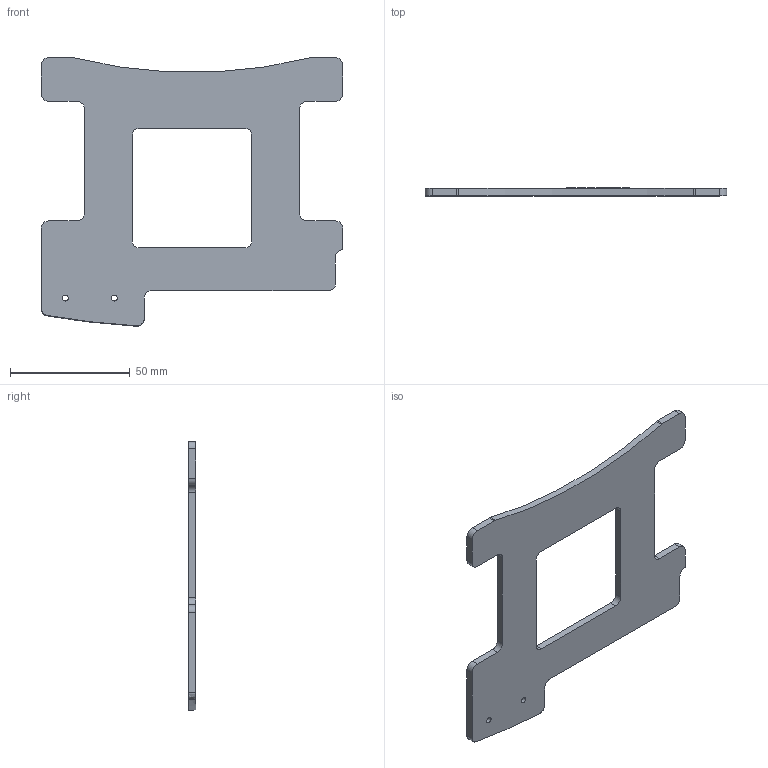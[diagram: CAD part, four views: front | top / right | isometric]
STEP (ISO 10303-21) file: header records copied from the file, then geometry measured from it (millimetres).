
FILE_DESCRIPTION (( 'STEP AP203' ), '1' );
FILE_NAME ('2015-09-25_Oberkoerper_Unterer-Einschub.STEP', '2015-09-25T20:03:00', ( '' ), ( '' ), 'SwSTEP 2.0', 'SolidWorks 2014', '' );
FILE_SCHEMA (( 'CONFIG_CONTROL_DESIGN' ));
Length unit declared in the file: millimetre
Products named in the file (1): 2015-09-25_Oberkoerper_Unterer-Einschub
Bounding box: 126 x 3.25 x 112.32 mm (x, y, z)
Volume: 24231.9 mm3; surface area: 18389.2 mm2
Topology: 1 solids, 1 shells, 144 faces, 393 edges, 262 vertices
Faces by surface type: plane 64, bspline 56, cylinder 24
Entity records: 7129 total; most frequent: CARTESIAN_POINT 3737, ORIENTED_EDGE 786, DIRECTION 503, EDGE_CURVE 393, VERTEX_POINT 262, VECTOR 229, LINE 229, EDGE_LOOP 161
